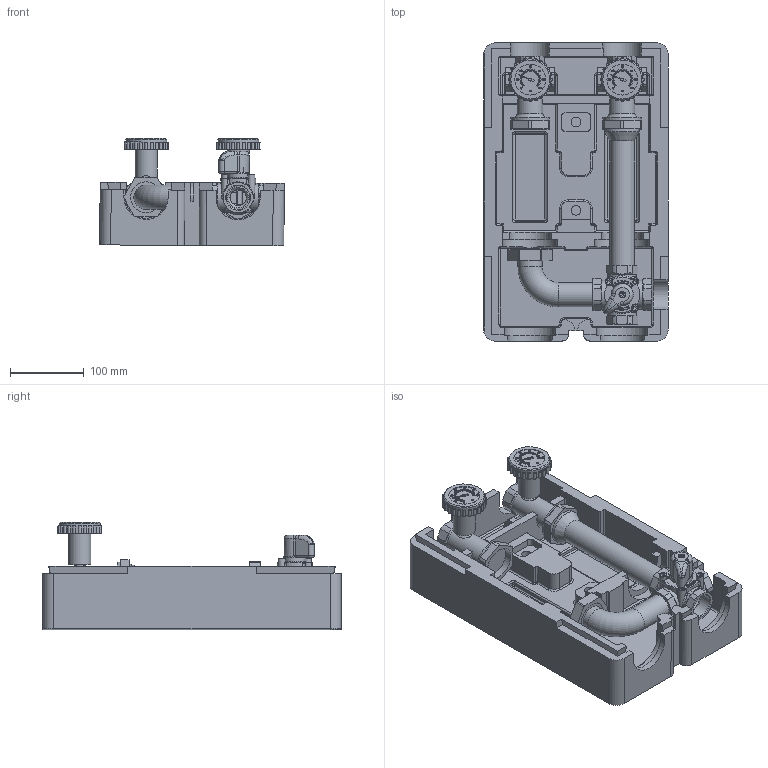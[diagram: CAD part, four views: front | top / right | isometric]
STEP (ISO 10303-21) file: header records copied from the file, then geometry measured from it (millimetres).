
FILE_DESCRIPTION(/* description */ (''),/* implementation_level */ '2;1');
FILE_NAME(/* name */ 'SMR4125-DN25_bez pokrywy.stp',/* time_stamp */ '2015-11-26T21:37:29+01:00',/* author */ ('ARTUR'),/* organization */ (''),/* preprocessor_version */ 'ST-DEVELOPER v15.6',/* originating_system */ 'Autodesk Inventor 2015',/* authorisation */ '');
FILE_SCHEMA (('CONFIG_CONTROL_DESIGN'));
Products named in the file (1): SMR4125-DN25_bez pokrywy
Bounding box: 250.39 x 405 x 145.98 mm (x, y, z)
Volume: 4715436.8 mm3; surface area: 604386.9 mm2
Topology: 1 solids, 18 shells, 2990 faces, 8144 edges, 5272 vertices
Faces by surface type: plane 1728, cylinder 722, bspline 284, cone 113, torus 96, sphere 47
Full cylindrical faces by diameter (mm): 4.134 x1, 4.917 x4, 5 x1, 5.5 x1, 6 x2, 6.5 x4, 8.5 x1, 9 x1, 10 x2, 12 x3, 13 x2, 13.654 x2, 15 x3, 20 x1, 22 x4, 25 x2, 26.549 x1, 28 x2, 29 x1, 30 x2, 32 x4, 33 x5, 35 x3, 35.9 x1, 39 x4, 40 x2, 42 x3, 42.5 x1, 45 x3, 47 x1
Entity records: 99717 total; most frequent: CARTESIAN_POINT 24346, ORIENTED_EDGE 15828, DIRECTION 14364, EDGE_CURVE 7914, LINE 5330, VECTOR 5330, VERTEX_POINT 5225, AXIS2_PLACEMENT_3D 4517
